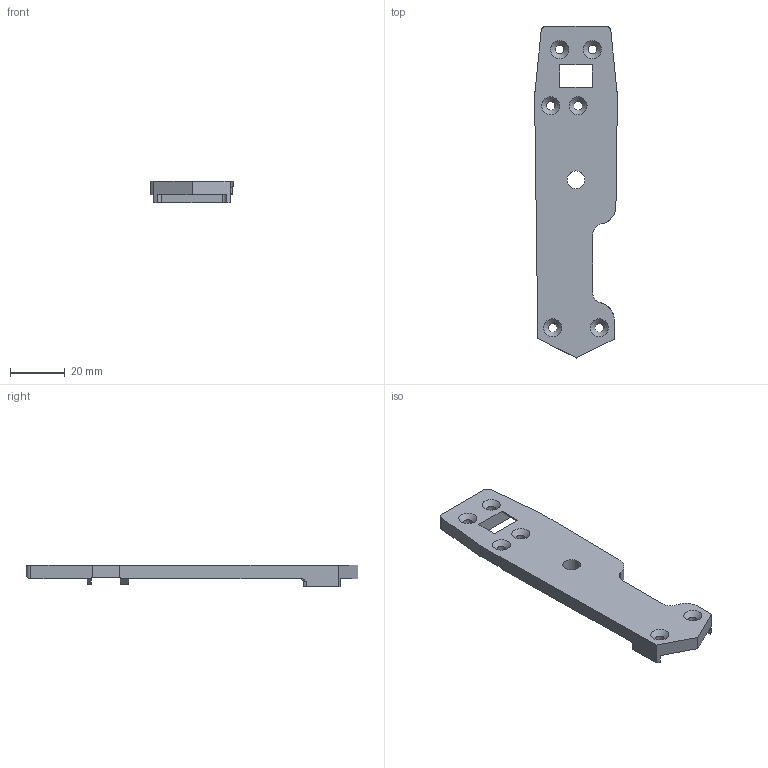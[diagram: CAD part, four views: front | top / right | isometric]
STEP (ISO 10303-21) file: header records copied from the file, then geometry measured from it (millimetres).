
FILE_DESCRIPTION(/* description */ (''),/* implementation_level */ '2;1');
FILE_NAME(/* name */ 'TopDeck.step',/* time_stamp */ '2023-12-02T09:50:55+01:00',/* author */ (''),/* organization */ (''),/* preprocessor_version */ 'ST-DEVELOPER v20',/* originating_system */ 'Autodesk Translation Framework v12.14.0.127',/* authorisation */ '');
FILE_SCHEMA (('AUTOMOTIVE_DESIGN { 1 0 10303 214 3 1 1 }'));
Length unit declared in the file: millimetre
Products named in the file (1): TopDeck (1)
Bounding box: 30 x 121.19 x 8 mm (x, y, z)
Volume: 14566.7 mm3; surface area: 8269.4 mm2
Topology: 1 solids, 1 shells, 68 faces, 188 edges, 121 vertices
Faces by surface type: plane 43, cylinder 18, cone 6, torus 1
Full cylindrical faces by diameter (mm): 3.2 x6, 6.5 x1
Entity records: 2250 total; most frequent: CARTESIAN_POINT 408, ORIENTED_EDGE 376, DIRECTION 370, EDGE_CURVE 188, LINE 136, VECTOR 136, VERTEX_POINT 121, AXIS2_PLACEMENT_3D 117
